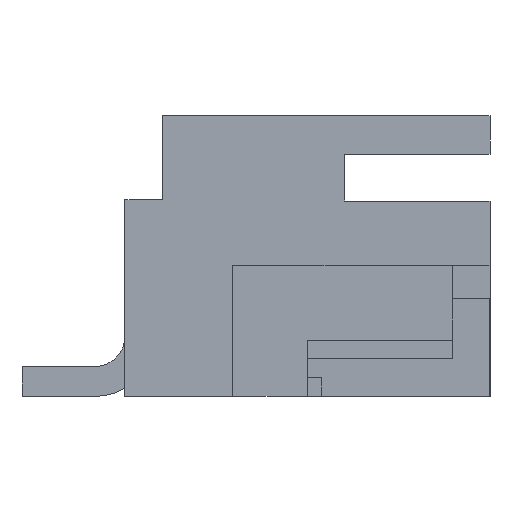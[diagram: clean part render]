
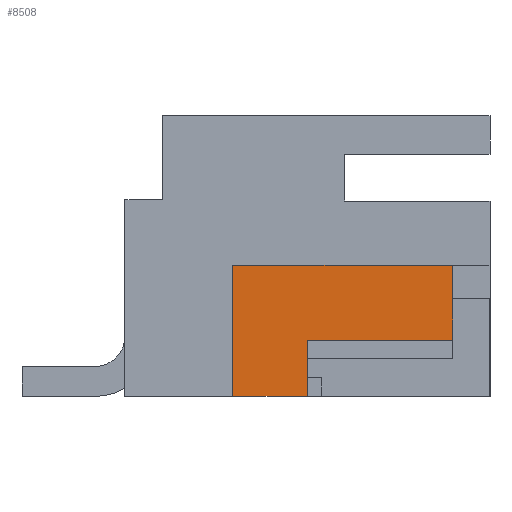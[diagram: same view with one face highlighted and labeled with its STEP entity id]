
A CAD part, left-side view. The second image highlights one B-rep face of the part: STEP entity #8508.
In plain terms, the highlighted planar face has unit normal (-1, 0, 0).
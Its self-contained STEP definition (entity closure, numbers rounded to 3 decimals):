
#2654 = PLANE('',#2655);
#2655 = AXIS2_PLACEMENT_3D('',#2656,#2657,#2658);
#2656 = CARTESIAN_POINT('',(-7.475,1.475,2.8));
#2657 = DIRECTION('',(0.,0.,-1.));
#2658 = DIRECTION('',(0.,-1.,0.));
#2710 = PLANE('',#2711);
#2711 = AXIS2_PLACEMENT_3D('',#2712,#2713,#2714);
#2712 = CARTESIAN_POINT('',(-7.475,-6.325,0.));
#2713 = DIRECTION('',(0.,0.,1.));
#2714 = DIRECTION('',(0.,1.,0.));
#3261 = PLANE('',#3262);
#3262 = AXIS2_PLACEMENT_3D('',#3263,#3264,#3265);
#3263 = CARTESIAN_POINT('',(-7.475,-0.825,0.));
#3264 = DIRECTION('',(0.,-1.,0.));
#3265 = DIRECTION('',(0.,0.,1.));
#4737 = VERTEX_POINT('',#4738);
#4738 = CARTESIAN_POINT('',(-7.475,-2.425,0.));
#4752 = PLANE('',#4753);
#4753 = AXIS2_PLACEMENT_3D('',#4754,#4755,#4756);
#4754 = CARTESIAN_POINT('',(-6.9,-2.425,0.5));
#4755 = DIRECTION('',(0.,-1.,0.));
#4756 = DIRECTION('',(0.,0.,1.));
#4764 = EDGE_CURVE('',#4765,#4737,#4767,.T.);
#4765 = VERTEX_POINT('',#4766);
#4766 = CARTESIAN_POINT('',(-7.475,-0.825,0.));
#4767 = SURFACE_CURVE('',#4768,(#4772,#4779),.PCURVE_S1.);
#4768 = LINE('',#4769,#4770);
#4769 = CARTESIAN_POINT('',(-7.475,-6.325,0.));
#4770 = VECTOR('',#4771,1.);
#4771 = DIRECTION('',(0.,-1.,0.));
#4772 = PCURVE('',#2710,#4773);
#4773 = DEFINITIONAL_REPRESENTATION('',(#4774),#4778);
#4774 = LINE('',#4775,#4776);
#4775 = CARTESIAN_POINT('',(0.,0.));
#4776 = VECTOR('',#4777,1.);
#4777 = DIRECTION('',(-1.,0.));
#4778 = ( GEOMETRIC_REPRESENTATION_CONTEXT(2) 
PARAMETRIC_REPRESENTATION_CONTEXT() REPRESENTATION_CONTEXT('2D SPACE',''
  ) );
#4779 = PCURVE('',#4780,#4785);
#4780 = PLANE('',#4781);
#4781 = AXIS2_PLACEMENT_3D('',#4782,#4783,#4784);
#4782 = CARTESIAN_POINT('',(-7.475,-6.325,0.));
#4783 = DIRECTION('',(-1.,0.,0.));
#4784 = DIRECTION('',(0.,0.,-1.));
#4785 = DEFINITIONAL_REPRESENTATION('',(#4786),#4790);
#4786 = LINE('',#4787,#4788);
#4787 = CARTESIAN_POINT('',(0.,0.));
#4788 = VECTOR('',#4789,1.);
#4789 = DIRECTION('',(0.,1.));
#4790 = ( GEOMETRIC_REPRESENTATION_CONTEXT(2) 
PARAMETRIC_REPRESENTATION_CONTEXT() REPRESENTATION_CONTEXT('2D SPACE',''
  ) );
#4835 = PLANE('',#4836);
#4836 = AXIS2_PLACEMENT_3D('',#4837,#4838,#4839);
#4837 = CARTESIAN_POINT('',(-7.475,-5.525,0.));
#4838 = DIRECTION('',(0.,1.,0.));
#4839 = DIRECTION('',(-1.,0.,0.));
#5102 = VERTEX_POINT('',#5103);
#5103 = CARTESIAN_POINT('',(-7.475,-0.825,2.8));
#5124 = EDGE_CURVE('',#5102,#5125,#5127,.T.);
#5125 = VERTEX_POINT('',#5126);
#5126 = CARTESIAN_POINT('',(-7.475,-5.525,2.8));
#5127 = SURFACE_CURVE('',#5128,(#5132,#5139),.PCURVE_S1.);
#5128 = LINE('',#5129,#5130);
#5129 = CARTESIAN_POINT('',(-7.475,1.475,2.8));
#5130 = VECTOR('',#5131,1.);
#5131 = DIRECTION('',(0.,-1.,0.));
#5132 = PCURVE('',#2654,#5133);
#5133 = DEFINITIONAL_REPRESENTATION('',(#5134),#5138);
#5134 = LINE('',#5135,#5136);
#5135 = CARTESIAN_POINT('',(0.,0.));
#5136 = VECTOR('',#5137,1.);
#5137 = DIRECTION('',(1.,0.));
#5138 = ( GEOMETRIC_REPRESENTATION_CONTEXT(2) 
PARAMETRIC_REPRESENTATION_CONTEXT() REPRESENTATION_CONTEXT('2D SPACE',''
  ) );
#5139 = PCURVE('',#4780,#5140);
#5140 = DEFINITIONAL_REPRESENTATION('',(#5141),#5145);
#5141 = LINE('',#5142,#5143);
#5142 = CARTESIAN_POINT('',(-2.8,-7.8));
#5143 = VECTOR('',#5144,1.);
#5144 = DIRECTION('',(0.,1.));
#5145 = ( GEOMETRIC_REPRESENTATION_CONTEXT(2) 
PARAMETRIC_REPRESENTATION_CONTEXT() REPRESENTATION_CONTEXT('2D SPACE',''
  ) );
#5324 = EDGE_CURVE('',#4765,#5102,#5325,.T.);
#5325 = SURFACE_CURVE('',#5326,(#5330,#5337),.PCURVE_S1.);
#5326 = LINE('',#5327,#5328);
#5327 = CARTESIAN_POINT('',(-7.475,-0.825,0.));
#5328 = VECTOR('',#5329,1.);
#5329 = DIRECTION('',(0.,0.,1.));
#5330 = PCURVE('',#3261,#5331);
#5331 = DEFINITIONAL_REPRESENTATION('',(#5332),#5336);
#5332 = LINE('',#5333,#5334);
#5333 = CARTESIAN_POINT('',(0.,0.));
#5334 = VECTOR('',#5335,1.);
#5335 = DIRECTION('',(1.,0.));
#5336 = ( GEOMETRIC_REPRESENTATION_CONTEXT(2) 
PARAMETRIC_REPRESENTATION_CONTEXT() REPRESENTATION_CONTEXT('2D SPACE',''
  ) );
#5337 = PCURVE('',#4780,#5338);
#5338 = DEFINITIONAL_REPRESENTATION('',(#5339),#5343);
#5339 = LINE('',#5340,#5341);
#5340 = CARTESIAN_POINT('',(0.,-5.5));
#5341 = VECTOR('',#5342,1.);
#5342 = DIRECTION('',(-1.,0.));
#5343 = ( GEOMETRIC_REPRESENTATION_CONTEXT(2) 
PARAMETRIC_REPRESENTATION_CONTEXT() REPRESENTATION_CONTEXT('2D SPACE',''
  ) );
#8259 = VERTEX_POINT('',#8260);
#8260 = CARTESIAN_POINT('',(-7.475,-2.425,1.2));
#8274 = PLANE('',#8275);
#8275 = AXIS2_PLACEMENT_3D('',#8276,#8277,#8278);
#8276 = CARTESIAN_POINT('',(-7.475,-2.425,1.2));
#8277 = DIRECTION('',(0.,0.,1.));
#8278 = DIRECTION('',(-1.,0.,0.));
#8286 = EDGE_CURVE('',#8259,#4737,#8287,.T.);
#8287 = SURFACE_CURVE('',#8288,(#8292,#8299),.PCURVE_S1.);
#8288 = LINE('',#8289,#8290);
#8289 = CARTESIAN_POINT('',(-7.475,-2.425,0.));
#8290 = VECTOR('',#8291,1.);
#8291 = DIRECTION('',(0.,0.,-1.));
#8292 = PCURVE('',#4752,#8293);
#8293 = DEFINITIONAL_REPRESENTATION('',(#8294),#8298);
#8294 = LINE('',#8295,#8296);
#8295 = CARTESIAN_POINT('',(-0.5,0.575));
#8296 = VECTOR('',#8297,1.);
#8297 = DIRECTION('',(-1.,0.));
#8298 = ( GEOMETRIC_REPRESENTATION_CONTEXT(2) 
PARAMETRIC_REPRESENTATION_CONTEXT() REPRESENTATION_CONTEXT('2D SPACE',''
  ) );
#8299 = PCURVE('',#4780,#8300);
#8300 = DEFINITIONAL_REPRESENTATION('',(#8301),#8305);
#8301 = LINE('',#8302,#8303);
#8302 = CARTESIAN_POINT('',(0.,-3.9));
#8303 = VECTOR('',#8304,1.);
#8304 = DIRECTION('',(1.,0.));
#8305 = ( GEOMETRIC_REPRESENTATION_CONTEXT(2) 
PARAMETRIC_REPRESENTATION_CONTEXT() REPRESENTATION_CONTEXT('2D SPACE',''
  ) );
#8508 = ADVANCED_FACE('',(#8509),#4780,.T.);
#8509 = FACE_BOUND('',#8510,.T.);
#8510 = EDGE_LOOP('',(#8511,#8534,#8555,#8556,#8557,#8558));
#8511 = ORIENTED_EDGE('',*,*,#8512,.T.);
#8512 = EDGE_CURVE('',#8259,#8513,#8515,.T.);
#8513 = VERTEX_POINT('',#8514);
#8514 = CARTESIAN_POINT('',(-7.475,-5.525,1.2));
#8515 = SURFACE_CURVE('',#8516,(#8520,#8527),.PCURVE_S1.);
#8516 = LINE('',#8517,#8518);
#8517 = CARTESIAN_POINT('',(-7.475,-2.425,1.2));
#8518 = VECTOR('',#8519,1.);
#8519 = DIRECTION('',(0.,-1.,0.));
#8520 = PCURVE('',#4780,#8521);
#8521 = DEFINITIONAL_REPRESENTATION('',(#8522),#8526);
#8522 = LINE('',#8523,#8524);
#8523 = CARTESIAN_POINT('',(-1.2,-3.9));
#8524 = VECTOR('',#8525,1.);
#8525 = DIRECTION('',(0.,1.));
#8526 = ( GEOMETRIC_REPRESENTATION_CONTEXT(2) 
PARAMETRIC_REPRESENTATION_CONTEXT() REPRESENTATION_CONTEXT('2D SPACE',''
  ) );
#8527 = PCURVE('',#8274,#8528);
#8528 = DEFINITIONAL_REPRESENTATION('',(#8529),#8533);
#8529 = LINE('',#8530,#8531);
#8530 = CARTESIAN_POINT('',(0.,0.));
#8531 = VECTOR('',#8532,1.);
#8532 = DIRECTION('',(0.,1.));
#8533 = ( GEOMETRIC_REPRESENTATION_CONTEXT(2) 
PARAMETRIC_REPRESENTATION_CONTEXT() REPRESENTATION_CONTEXT('2D SPACE',''
  ) );
#8534 = ORIENTED_EDGE('',*,*,#8535,.T.);
#8535 = EDGE_CURVE('',#8513,#5125,#8536,.T.);
#8536 = SURFACE_CURVE('',#8537,(#8541,#8548),.PCURVE_S1.);
#8537 = LINE('',#8538,#8539);
#8538 = CARTESIAN_POINT('',(-7.475,-5.525,0.));
#8539 = VECTOR('',#8540,1.);
#8540 = DIRECTION('',(0.,0.,1.));
#8541 = PCURVE('',#4780,#8542);
#8542 = DEFINITIONAL_REPRESENTATION('',(#8543),#8547);
#8543 = LINE('',#8544,#8545);
#8544 = CARTESIAN_POINT('',(0.,-0.8));
#8545 = VECTOR('',#8546,1.);
#8546 = DIRECTION('',(-1.,0.));
#8547 = ( GEOMETRIC_REPRESENTATION_CONTEXT(2) 
PARAMETRIC_REPRESENTATION_CONTEXT() REPRESENTATION_CONTEXT('2D SPACE',''
  ) );
#8548 = PCURVE('',#4835,#8549);
#8549 = DEFINITIONAL_REPRESENTATION('',(#8550),#8554);
#8550 = LINE('',#8551,#8552);
#8551 = CARTESIAN_POINT('',(0.,0.));
#8552 = VECTOR('',#8553,1.);
#8553 = DIRECTION('',(0.,1.));
#8554 = ( GEOMETRIC_REPRESENTATION_CONTEXT(2) 
PARAMETRIC_REPRESENTATION_CONTEXT() REPRESENTATION_CONTEXT('2D SPACE',''
  ) );
#8555 = ORIENTED_EDGE('',*,*,#5124,.F.);
#8556 = ORIENTED_EDGE('',*,*,#5324,.F.);
#8557 = ORIENTED_EDGE('',*,*,#4764,.T.);
#8558 = ORIENTED_EDGE('',*,*,#8286,.F.);
